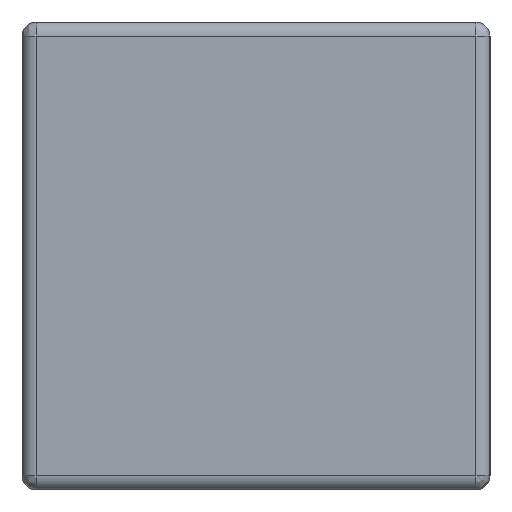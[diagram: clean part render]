
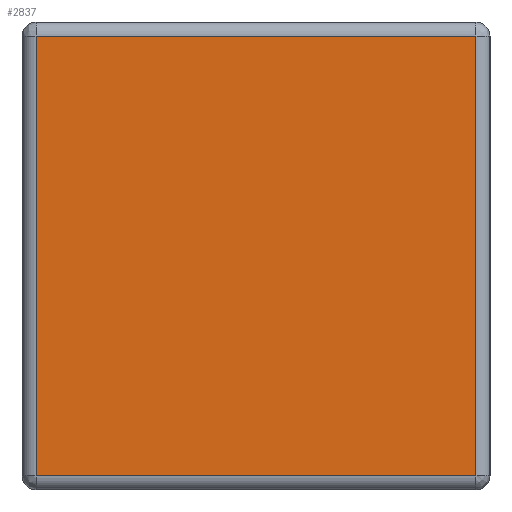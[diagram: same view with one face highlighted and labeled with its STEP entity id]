
A CAD part, left-side view. The second image highlights one B-rep face of the part: STEP entity #2837.
In plain terms, the highlighted planar face has unit normal (-1, 0, 0).
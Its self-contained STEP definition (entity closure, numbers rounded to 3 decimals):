
#22 = CARTESIAN_POINT ( 'NONE',  ( -0.5, -0.235, 0.485 ) ) ;
#87 = DIRECTION ( 'NONE',  ( 0., 0., 1. ) ) ;
#137 = CARTESIAN_POINT ( 'NONE',  ( -0.5, -0.25, 0. ) ) ;
#258 = CARTESIAN_POINT ( 'NONE',  ( -0.5, 0.235, 0.485 ) ) ;
#275 = VECTOR ( 'NONE', #2636, 1000. ) ;
#366 = DIRECTION ( 'NONE',  ( 0., 0., 1. ) ) ;
#436 = EDGE_CURVE ( 'NONE', #2274, #943, #2308, .T. ) ;
#890 = CARTESIAN_POINT ( 'NONE',  ( -0.5, -0.235, 0.015 ) ) ;
#891 = VECTOR ( 'NONE', #2491, 1000. ) ;
#943 = VERTEX_POINT ( 'NONE', #22 ) ;
#999 = EDGE_LOOP ( 'NONE', ( #2331, #2196, #1815, #1487 ) ) ;
#1019 = EDGE_CURVE ( 'NONE', #943, #2404, #2594, .T. ) ;
#1078 = VERTEX_POINT ( 'NONE', #1654 ) ;
#1125 = VECTOR ( 'NONE', #2307, 1000. ) ;
#1152 = AXIS2_PLACEMENT_3D ( 'NONE', #137, #1709, #366 ) ;
#1324 = LINE ( 'NONE', #1335, #2442 ) ;
#1335 = CARTESIAN_POINT ( 'NONE',  ( -0.5, 0.235, 0. ) ) ;
#1392 = CARTESIAN_POINT ( 'NONE',  ( -0.5, -0.235, 0. ) ) ;
#1409 = EDGE_CURVE ( 'NONE', #1078, #2274, #1324, .T. ) ;
#1452 = LINE ( 'NONE', #1526, #275 ) ;
#1487 = ORIENTED_EDGE ( 'NONE', *, *, #1666, .F. ) ;
#1526 = CARTESIAN_POINT ( 'NONE',  ( -0.5, -0.25, 0.015 ) ) ;
#1654 = CARTESIAN_POINT ( 'NONE',  ( -0.5, 0.235, 0.015 ) ) ;
#1656 = FACE_OUTER_BOUND ( 'NONE', #999, .T. ) ;
#1666 = EDGE_CURVE ( 'NONE', #2404, #1078, #1452, .T. ) ;
#1696 = PLANE ( 'NONE',  #1152 ) ;
#1709 = DIRECTION ( 'NONE',  ( -1., 0., 0. ) ) ;
#1815 = ORIENTED_EDGE ( 'NONE', *, *, #1409, .F. ) ;
#2196 = ORIENTED_EDGE ( 'NONE', *, *, #436, .F. ) ;
#2274 = VERTEX_POINT ( 'NONE', #258 ) ;
#2307 = DIRECTION ( 'NONE',  ( 0., -1., 0. ) ) ;
#2308 = LINE ( 'NONE', #2452, #1125 ) ;
#2331 = ORIENTED_EDGE ( 'NONE', *, *, #1019, .F. ) ;
#2404 = VERTEX_POINT ( 'NONE', #890 ) ;
#2442 = VECTOR ( 'NONE', #87, 1000. ) ;
#2452 = CARTESIAN_POINT ( 'NONE',  ( -0.5, -0.25, 0.485 ) ) ;
#2491 = DIRECTION ( 'NONE',  ( 0., 0., -1. ) ) ;
#2594 = LINE ( 'NONE', #1392, #891 ) ;
#2636 = DIRECTION ( 'NONE',  ( 0., 1., 0. ) ) ;
#2837 = ADVANCED_FACE ( 'NONE', ( #1656 ), #1696, .T. ) ;
